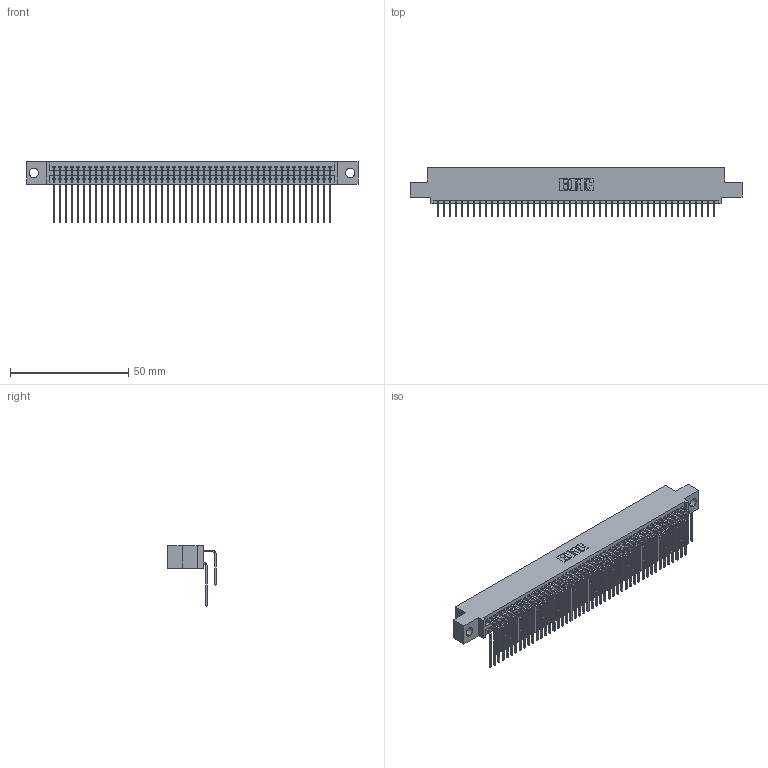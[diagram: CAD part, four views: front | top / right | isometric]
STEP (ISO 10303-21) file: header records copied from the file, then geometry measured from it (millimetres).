
FILE_DESCRIPTION (( 'STEP AP203' ), '1' );
FILE_NAME ('345-094-559-504.STEP', '2018-10-05T02:34:34', ( '' ), ( '' ), 'SwSTEP 2.0', 'SolidWorks 2016', '' );
FILE_SCHEMA (( 'CONFIG_CONTROL_DESIGN' ));
Length unit declared in the file: inch
Products named in the file (4): 345-292-001_558 559 Tail - 1; 345-292-001_559 Tail - 2; 345 Part_0.110 Offset - 0.156 Dia-TH; 345-094-559-504
Assembly tree (95 placements, depth 2):
  345-094-559-504
    345 Part_0.110 Offset - 0.156 Dia-TH
    345-292-001_558 559 Tail - 1  x47
    345-292-001_559 Tail - 2  x47
Bounding box: 140.59 x 20.56 x 25.53 mm (x, y, z)
Volume: 14084.4 mm3; surface area: 23373.9 mm2
Topology: 95 solids, 95 shells, 5018 faces, 14923 edges, 9822 vertices
Faces by surface type: plane 3374, cylinder 1644
Entity records: 37991 total; most frequent: CARTESIAN_POINT 6411, ORIENTED_EDGE 6294, DIRECTION 5619, EDGE_CURVE 3147, VECTOR 2787, LINE 2787, VERTEX_POINT 2094, AXIS2_PLACEMENT_3D 1416
